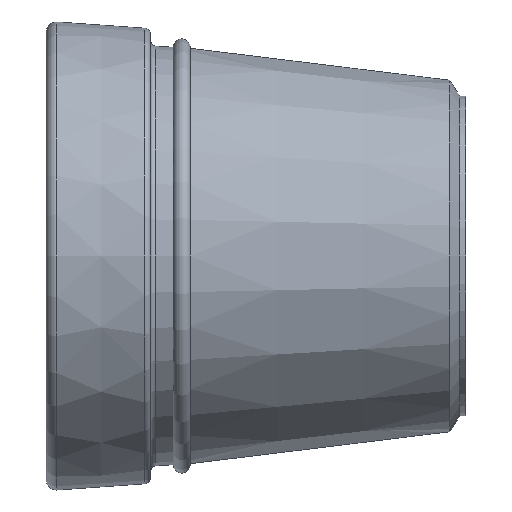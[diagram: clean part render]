
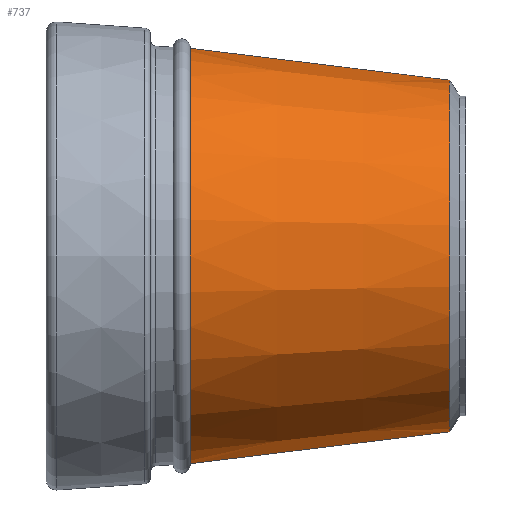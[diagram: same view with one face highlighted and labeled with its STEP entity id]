
A CAD part, left-side view. The second image highlights one B-rep face of the part: STEP entity #737.
In plain terms, the highlighted conical face has half-angle 7 degrees and reference radius 440 mm.
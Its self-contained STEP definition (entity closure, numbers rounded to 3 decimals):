
#13 = DIRECTION ( 'NONE',  ( 0., 0.993, -0.122 ) ) ;
#14 = AXIS2_PLACEMENT_3D ( 'NONE', #213, #346, #281 ) ;
#41 = VERTEX_POINT ( 'NONE', #86 ) ;
#48 = CARTESIAN_POINT ( 'NONE',  ( 0., 690., 519.81 ) ) ;
#69 = VECTOR ( 'NONE', #618, 1000. ) ;
#77 = CARTESIAN_POINT ( 'NONE',  ( 0., 40., 440. ) ) ;
#86 = CARTESIAN_POINT ( 'NONE',  ( 0., 40., 440. ) ) ;
#87 = CARTESIAN_POINT ( 'NONE',  ( 0., 40., -440. ) ) ;
#117 = DIRECTION ( 'NONE',  ( 0., 0., 1. ) ) ;
#158 = AXIS2_PLACEMENT_3D ( 'NONE', #659, #430, #117 ) ;
#177 = CARTESIAN_POINT ( 'NONE',  ( 0., 690., -519.81 ) ) ;
#186 = VERTEX_POINT ( 'NONE', #402 ) ;
#213 = CARTESIAN_POINT ( 'NONE',  ( 0., 40., 0. ) ) ;
#225 = VECTOR ( 'NONE', #13, 1000. ) ;
#265 = AXIS2_PLACEMENT_3D ( 'NONE', #341, #582, #518 ) ;
#281 = DIRECTION ( 'NONE',  ( 0., 0., 1. ) ) ;
#299 = FACE_OUTER_BOUND ( 'NONE', #724, .T. ) ;
#328 = LINE ( 'NONE', #77, #69 ) ;
#334 = ORIENTED_EDGE ( 'NONE', *, *, #559, .F. ) ;
#337 = CIRCLE ( 'NONE', #158, 519.81 ) ;
#341 = CARTESIAN_POINT ( 'NONE',  ( 0., 40., 0. ) ) ;
#346 = DIRECTION ( 'NONE',  ( 0., 1., 0. ) ) ;
#375 = VERTEX_POINT ( 'NONE', #177 ) ;
#395 = EDGE_CURVE ( 'NONE', #375, #713, #337, .T. ) ;
#402 = CARTESIAN_POINT ( 'NONE',  ( 0., 40., -440. ) ) ;
#421 = ORIENTED_EDGE ( 'NONE', *, *, #673, .T. ) ;
#430 = DIRECTION ( 'NONE',  ( 0., 1., 0. ) ) ;
#434 = ORIENTED_EDGE ( 'NONE', *, *, #395, .F. ) ;
#447 = CIRCLE ( 'NONE', #14, 440. ) ;
#518 = DIRECTION ( 'NONE',  ( 0., 0., 1. ) ) ;
#534 = EDGE_CURVE ( 'NONE', #41, #713, #328, .T. ) ;
#537 = ORIENTED_EDGE ( 'NONE', *, *, #534, .T. ) ;
#559 = EDGE_CURVE ( 'NONE', #186, #375, #561, .T. ) ;
#561 = LINE ( 'NONE', #87, #225 ) ;
#582 = DIRECTION ( 'NONE',  ( 0., 1., 0. ) ) ;
#618 = DIRECTION ( 'NONE',  ( 0., 0.993, 0.122 ) ) ;
#659 = CARTESIAN_POINT ( 'NONE',  ( 0., 690., 0. ) ) ;
#673 = EDGE_CURVE ( 'NONE', #186, #41, #447, .T. ) ;
#713 = VERTEX_POINT ( 'NONE', #48 ) ;
#724 = EDGE_LOOP ( 'NONE', ( #334, #421, #537, #434 ) ) ;
#737 = ADVANCED_FACE ( 'NONE', ( #299 ), #785, .T. ) ;
#785 = CONICAL_SURFACE ( 'NONE', #265, 440., 0.122 ) ;
